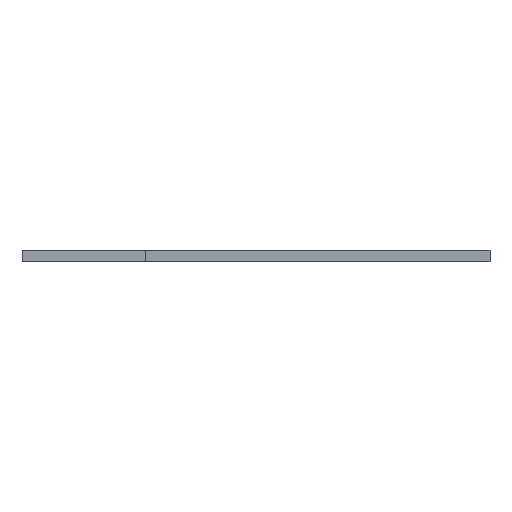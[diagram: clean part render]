
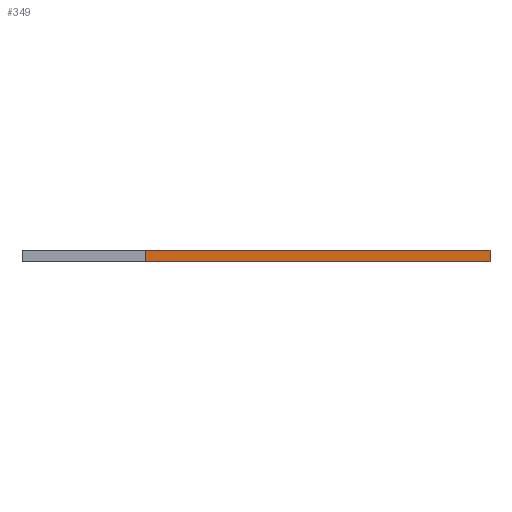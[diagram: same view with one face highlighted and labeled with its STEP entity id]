
A CAD part, left-side view. The second image highlights one B-rep face of the part: STEP entity #349.
In plain terms, the highlighted planar face has unit normal (-1, 0, 0).
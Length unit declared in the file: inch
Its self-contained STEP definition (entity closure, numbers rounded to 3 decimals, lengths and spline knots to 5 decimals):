
#3 = VERTEX_POINT ( 'NONE', #374 ) ;
#15 = CARTESIAN_POINT ( 'NONE',  ( 0.16173, -2., 0.1 ) ) ;
#76 = VERTEX_POINT ( 'NONE', #808 ) ;
#100 = ORIENTED_EDGE ( 'NONE', *, *, #506, .F. ) ;
#115 = ORIENTED_EDGE ( 'NONE', *, *, #671, .F. ) ;
#157 = CARTESIAN_POINT ( 'NONE',  ( 0.16173, -2., 0.1 ) ) ;
#247 = VECTOR ( 'NONE', #1066, 39.37008 ) ;
#248 = DIRECTION ( 'NONE',  ( 1., 0., 0. ) ) ;
#282 = EDGE_LOOP ( 'NONE', ( #894, #100, #115, #295 ) ) ;
#295 = ORIENTED_EDGE ( 'NONE', *, *, #720, .T. ) ;
#297 = DIRECTION ( 'NONE',  ( 0., 1., 0. ) ) ;
#320 = VERTEX_POINT ( 'NONE', #157 ) ;
#333 = PLANE ( 'NONE',  #494 ) ;
#349 = ADVANCED_FACE ( 'NONE', ( #834 ), #333, .F. ) ;
#374 = CARTESIAN_POINT ( 'NONE',  ( 0.16173, 1.2191, 0.1 ) ) ;
#387 = LINE ( 'NONE', #628, #923 ) ;
#457 = CARTESIAN_POINT ( 'NONE',  ( 0.16173, -2., 0. ) ) ;
#494 = AXIS2_PLACEMENT_3D ( 'NONE', #1005, #248, #588 ) ;
#498 = VECTOR ( 'NONE', #973, 39.37008 ) ;
#506 = EDGE_CURVE ( 'NONE', #998, #3, #1076, .T. ) ;
#529 = LINE ( 'NONE', #15, #554 ) ;
#554 = VECTOR ( 'NONE', #1030, 39.37008 ) ;
#570 = EDGE_CURVE ( 'NONE', #320, #3, #529, .T. ) ;
#588 = DIRECTION ( 'NONE',  ( 0., 1., 0. ) ) ;
#628 = CARTESIAN_POINT ( 'NONE',  ( 0.16173, -2., 0. ) ) ;
#671 = EDGE_CURVE ( 'NONE', #76, #998, #387, .T. ) ;
#695 = CARTESIAN_POINT ( 'NONE',  ( 0.16173, 1.2191, 0. ) ) ;
#720 = EDGE_CURVE ( 'NONE', #76, #320, #968, .T. ) ;
#808 = CARTESIAN_POINT ( 'NONE',  ( 0.16173, -2., 0. ) ) ;
#821 = CARTESIAN_POINT ( 'NONE',  ( 0.16173, 1.2191, 0. ) ) ;
#834 = FACE_OUTER_BOUND ( 'NONE', #282, .T. ) ;
#894 = ORIENTED_EDGE ( 'NONE', *, *, #570, .T. ) ;
#923 = VECTOR ( 'NONE', #297, 39.37008 ) ;
#968 = LINE ( 'NONE', #457, #498 ) ;
#973 = DIRECTION ( 'NONE',  ( 0., 0., 1. ) ) ;
#998 = VERTEX_POINT ( 'NONE', #695 ) ;
#1005 = CARTESIAN_POINT ( 'NONE',  ( 0.16173, -2., 0. ) ) ;
#1030 = DIRECTION ( 'NONE',  ( 0., 1., 0. ) ) ;
#1066 = DIRECTION ( 'NONE',  ( 0., 0., 1. ) ) ;
#1076 = LINE ( 'NONE', #821, #247 ) ;
